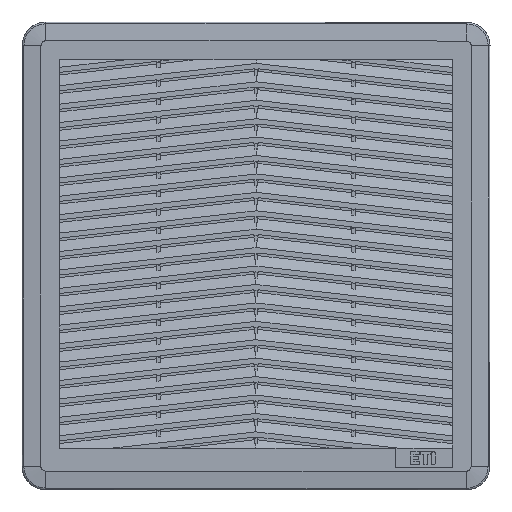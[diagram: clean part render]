
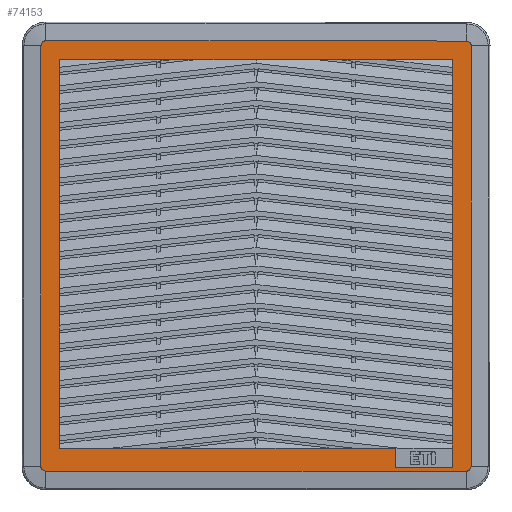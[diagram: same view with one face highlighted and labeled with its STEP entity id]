
A CAD part, front view. The second image highlights one B-rep face of the part: STEP entity #74153.
In plain terms, the highlighted planar face has unit normal (0, -1, 0).
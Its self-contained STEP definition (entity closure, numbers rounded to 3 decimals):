
#46736=DIRECTION('',(0.,0.,-1.));
#46737=VECTOR('',#46736,225.001);
#46738=CARTESIAN_POINT('',(184.92,-33.8,
112.544));
#46739=LINE('',#46738,#46737);
#46750=CARTESIAN_POINT('',(187.42,-33.8,
115.044));
#46751=CARTESIAN_POINT('',(187.37,-33.8,
115.044));
#46752=CARTESIAN_POINT('',(187.269,-33.8,
115.042));
#46753=CARTESIAN_POINT('',(187.119,-33.8,
115.028));
#46754=CARTESIAN_POINT('',(186.969,-33.8,
115.005));
#46755=CARTESIAN_POINT('',(186.822,-33.8,
114.973));
#46756=CARTESIAN_POINT('',(186.676,-33.8,
114.933));
#46757=CARTESIAN_POINT('',(186.533,-33.8,
114.883));
#46758=CARTESIAN_POINT('',(186.393,-33.8,
114.826));
#46759=CARTESIAN_POINT('',(186.258,-33.8,
114.76));
#46760=CARTESIAN_POINT('',(186.126,-33.8,
114.685));
#46761=CARTESIAN_POINT('',(185.999,-33.8,
114.603));
#46762=CARTESIAN_POINT('',(185.877,-33.8,
114.514));
#46763=CARTESIAN_POINT('',(185.761,-33.8,
114.417));
#46764=CARTESIAN_POINT('',(185.651,-33.8,
114.313));
#46765=CARTESIAN_POINT('',(185.547,-33.8,
114.203));
#46766=CARTESIAN_POINT('',(185.451,-33.8,
114.087));
#46767=CARTESIAN_POINT('',(185.361,-33.8,
113.965));
#46768=CARTESIAN_POINT('',(185.279,-33.8,
113.838));
#46769=CARTESIAN_POINT('',(185.205,-33.8,
113.707));
#46770=CARTESIAN_POINT('',(185.139,-33.8,
113.571));
#46771=CARTESIAN_POINT('',(185.081,-33.8,
113.431));
#46772=CARTESIAN_POINT('',(185.032,-33.8,
113.289));
#46773=CARTESIAN_POINT('',(184.991,-33.8,
113.143));
#46774=CARTESIAN_POINT('',(184.959,-33.8,
112.995));
#46775=CARTESIAN_POINT('',(184.937,-33.8,
112.846));
#46776=CARTESIAN_POINT('',(184.923,-33.8,
112.695));
#46777=CARTESIAN_POINT('',(184.92,-33.8,
112.594));
#46778=CARTESIAN_POINT('',(184.92,-33.8,
112.544));
#46790=DIRECTION('',(-1.,0.,0.));
#46791=VECTOR('',#46790,225.001);
#46792=CARTESIAN_POINT('',(412.421,-33.8,
115.044));
#46793=LINE('',#46792,#46791);
#46857=DIRECTION('',(0.,0.,1.));
#46858=VECTOR('',#46857,225.001);
#46859=CARTESIAN_POINT('',(414.921,-33.8,
-112.457));
#46860=LINE('',#46859,#46858);
#46878=CARTESIAN_POINT('',(412.421,-33.8,
-112.457));
#46879=DIRECTION('',(0.,1.,0.));
#46880=DIRECTION('',(1.,0.,0.));
#46881=AXIS2_PLACEMENT_3D('',#46878,#46879,#46880);
#46886=DIRECTION('',(-1.,0.,0.));
#46887=VECTOR('',#46886,225.001);
#46888=CARTESIAN_POINT('',(412.421,-33.8,
-114.957));
#46889=LINE('',#46888,#46887);
#46893=CARTESIAN_POINT('',(187.42,-33.8,
-112.457));
#46894=DIRECTION('',(0.,1.,0.));
#46895=DIRECTION('',(0.,0.,-1.));
#46896=AXIS2_PLACEMENT_3D('',#46893,#46894,#46895);
#46901=CARTESIAN_POINT('',(412.421,-33.8,
112.544));
#46902=DIRECTION('',(0.,1.,0.));
#46903=DIRECTION('',(0.,0.,1.));
#46904=AXIS2_PLACEMENT_3D('',#46901,#46902,#46903);
#46909=DIRECTION('',(0.,0.,1.));
#46910=VECTOR('',#46909,207.601);
#46911=CARTESIAN_POINT('',(404.921,-33.8,
-102.557));
#46912=LINE('',#46911,#46910);
#46916=DIRECTION('',(0.,0.,-1.));
#46917=VECTOR('',#46916,207.801);
#46918=CARTESIAN_POINT('',(194.92,-33.8,
105.044));
#46919=LINE('',#46918,#46917);
#46923=DIRECTION('',(1.,0.,0.));
#46924=VECTOR('',#46923,179.501);
#46925=CARTESIAN_POINT('',(194.92,-33.8,
-102.757));
#46926=LINE('',#46925,#46924);
#52343=DIRECTION('',(1.,0.,0.));
#52344=VECTOR('',#52343,210.001);
#52345=CARTESIAN_POINT('',(194.92,-33.8,
105.044));
#52346=LINE('',#52345,#52344);
#65820=DIRECTION('',(0.,0.,1.));
#65821=VECTOR('',#65820,10.4);
#65822=CARTESIAN_POINT('',(374.421,-33.8,
-113.157));
#65823=LINE('',#65822,#65821);
#65841=DIRECTION('',(-1.,0.,0.));
#65842=VECTOR('',#65841,30.5);
#65843=CARTESIAN_POINT('',(404.921,-33.8,
-113.157));
#65844=LINE('',#65843,#65842);
#65869=DIRECTION('',(0.,0.,-1.));
#65870=VECTOR('',#65869,10.6);
#65871=CARTESIAN_POINT('',(404.921,-33.8,
-102.557));
#65872=LINE('',#65871,#65870);
#69866=CARTESIAN_POINT('',(404.921,-33.8,
-102.557));
#69868=VERTEX_POINT('',#69866);
#70622=CARTESIAN_POINT('',(184.92,-33.8,
112.544));
#70623=VERTEX_POINT('',#70622);
#70624=CARTESIAN_POINT('',(184.92,-33.8,
-112.457));
#70625=VERTEX_POINT('',#70624);
#70627=CARTESIAN_POINT('',(187.42,-33.8,
115.044));
#70629=VERTEX_POINT('',#70627);
#70630=CARTESIAN_POINT('',(412.421,-33.8,
115.044));
#70632=VERTEX_POINT('',#70630);
#70636=CARTESIAN_POINT('',(414.921,-33.8,
112.544));
#70637=VERTEX_POINT('',#70636);
#70638=CARTESIAN_POINT('',(414.921,-33.8,
-112.457));
#70639=VERTEX_POINT('',#70638);
#70640=CARTESIAN_POINT('',(412.421,-33.8,
-114.957));
#70641=VERTEX_POINT('',#70640);
#70642=CARTESIAN_POINT('',(187.42,-33.8,
-114.957));
#70643=VERTEX_POINT('',#70642);
#70644=CARTESIAN_POINT('',(404.921,-33.8,
105.044));
#70645=VERTEX_POINT('',#70644);
#70646=CARTESIAN_POINT('',(194.92,-33.8,
105.044));
#70647=VERTEX_POINT('',#70646);
#70648=CARTESIAN_POINT('',(194.92,-33.8,
-102.757));
#70649=VERTEX_POINT('',#70648);
#70650=CARTESIAN_POINT('',(374.421,-33.8,
-102.757));
#70651=VERTEX_POINT('',#70650);
#70652=CARTESIAN_POINT('',(374.421,-33.8,
-113.157));
#70653=VERTEX_POINT('',#70652);
#70654=CARTESIAN_POINT('',(404.921,-33.8,
-113.157));
#70655=VERTEX_POINT('',#70654);
#74120=CARTESIAN_POINT('',(161.919,-33.8,
138.046));
#74121=DIRECTION('',(0.,-1.,0.));
#74122=DIRECTION('',(1.,0.,0.));
#74123=AXIS2_PLACEMENT_3D('',#74120,#74121,#74122);
#74124=PLANE('',#74123);
#74125=ORIENTED_EDGE('',*,*,#74087,.F.);
#74126=ORIENTED_EDGE('',*,*,#74104,.T.);
#74128=ORIENTED_EDGE('',*,*,#74127,.T.);
#74130=ORIENTED_EDGE('',*,*,#74129,.T.);
#74131=ORIENTED_EDGE('',*,*,#73957,.F.);
#74132=ORIENTED_EDGE('',*,*,#73978,.F.);
#74133=ORIENTED_EDGE('',*,*,#74000,.F.);
#74134=ORIENTED_EDGE('',*,*,#74025,.T.);
#74135=EDGE_LOOP('',(#74125,#74126,#74128,#74130,#74131,#74132,#74133,#74134));
#74136=FACE_OUTER_BOUND('',#74135,.F.);
#74138=ORIENTED_EDGE('',*,*,#74137,.T.);
#74140=ORIENTED_EDGE('',*,*,#74139,.F.);
#74142=ORIENTED_EDGE('',*,*,#74141,.T.);
#74144=ORIENTED_EDGE('',*,*,#74143,.T.);
#74146=ORIENTED_EDGE('',*,*,#74145,.F.);
#74148=ORIENTED_EDGE('',*,*,#74147,.F.);
#74150=ORIENTED_EDGE('',*,*,#74149,.F.);
#74151=EDGE_LOOP('',(#74138,#74140,#74142,#74144,#74146,#74148,#74150));
#74152=FACE_BOUND('',#74151,.F.);
#46779=B_SPLINE_CURVE_WITH_KNOTS('',3,(#46750,#46751,#46752,#46753,#46754,
#46755,#46756,#46757,#46758,#46759,#46760,#46761,#46762,#46763,#46764,#46765,
#46766,#46767,#46768,#46769,#46770,#46771,#46772,#46773,#46774,#46775,#46776,
#46777,#46778),.UNSPECIFIED.,.F.,.F.,(4,1,1,1,1,1,1,1,1,1,1,1,1,1,1,1,1,1,1,1,1,
1,1,1,1,1,4),(0.,0.038,0.077,0.115,
0.154,0.192,0.231,0.269,
0.308,0.346,0.385,0.423,
0.462,0.5,0.538,0.577,0.615,
0.654,0.692,0.731,0.769,
0.808,0.846,0.885,0.923,
0.962,1.),.UNSPECIFIED.);
#46882=CIRCLE('',#46881,2.5);
#46897=CIRCLE('',#46896,2.5);
#46905=CIRCLE('',#46904,2.5);
#73957=EDGE_CURVE('',#70623,#70625,#46739,.T.);
#73978=EDGE_CURVE('',#70629,#70623,#46779,.T.);
#74000=EDGE_CURVE('',#70632,#70629,#46793,.T.);
#74025=EDGE_CURVE('',#70632,#70637,#46905,.T.);
#74087=EDGE_CURVE('',#70639,#70637,#46860,.T.);
#74104=EDGE_CURVE('',#70639,#70641,#46882,.T.);
#74127=EDGE_CURVE('',#70641,#70643,#46889,.T.);
#74129=EDGE_CURVE('',#70643,#70625,#46897,.T.);
#74137=EDGE_CURVE('',#69868,#70645,#46912,.T.);
#74139=EDGE_CURVE('',#70647,#70645,#52346,.T.);
#74141=EDGE_CURVE('',#70647,#70649,#46919,.T.);
#74143=EDGE_CURVE('',#70649,#70651,#46926,.T.);
#74145=EDGE_CURVE('',#70653,#70651,#65823,.T.);
#74147=EDGE_CURVE('',#70655,#70653,#65844,.T.);
#74149=EDGE_CURVE('',#69868,#70655,#65872,.T.);
#74153=ADVANCED_FACE('',(#74136,#74152),#74124,.T.);
